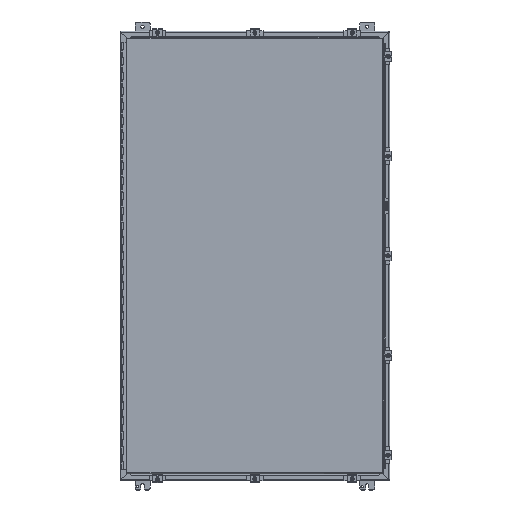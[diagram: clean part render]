
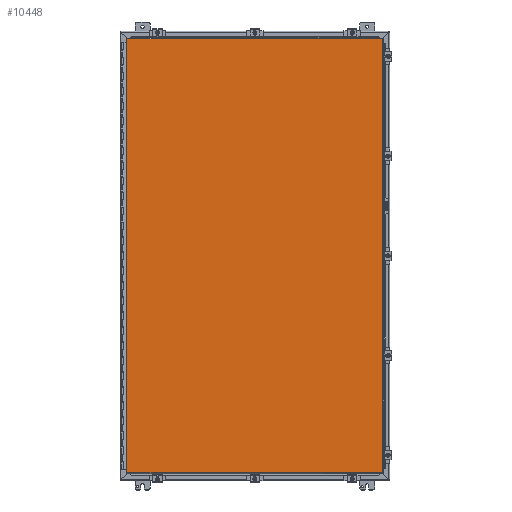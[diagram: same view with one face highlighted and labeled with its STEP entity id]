
A CAD part, top view. The second image highlights one B-rep face of the part: STEP entity #10448.
In plain terms, the highlighted face is planar.
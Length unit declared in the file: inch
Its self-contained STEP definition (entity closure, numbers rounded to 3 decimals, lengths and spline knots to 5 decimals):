
#2425 = CARTESIAN_POINT ( 'NONE',  ( 17.08225, 28.9885, 0. ) ) ;
#2809 = DIRECTION ( 'NONE',  ( 0., -1., 0. ) ) ;
#4948 = LINE ( 'NONE', #22494, #32009 ) ;
#5760 = VECTOR ( 'NONE', #2809, 39.37008 ) ;
#6427 = FACE_OUTER_BOUND ( 'NONE', #27991, .T. ) ;
#6817 = LINE ( 'NONE', #43055, #45120 ) ;
#6942 = VERTEX_POINT ( 'NONE', #23995 ) ;
#7249 = EDGE_CURVE ( 'NONE', #26352, #28169, #41182, .T. ) ;
#9956 = ORIENTED_EDGE ( 'NONE', *, *, #26897, .T. ) ;
#10247 = CARTESIAN_POINT ( 'NONE',  ( -17.08225, 28.9885, 0. ) ) ;
#10448 = ADVANCED_FACE ( 'NONE', ( #6427 ), #35448, .F. ) ;
#10456 = AXIS2_PLACEMENT_3D ( 'NONE', #34803, #34775, #34716 ) ;
#12269 = ORIENTED_EDGE ( 'NONE', *, *, #25051, .T. ) ;
#15682 = LINE ( 'NONE', #2425, #5760 ) ;
#16082 = CARTESIAN_POINT ( 'NONE',  ( -17.08225, 28.9885, 0. ) ) ;
#16155 = DIRECTION ( 'NONE',  ( 1., 0., 0. ) ) ;
#17087 = VERTEX_POINT ( 'NONE', #27376 ) ;
#22494 = CARTESIAN_POINT ( 'NONE',  ( -17.08225, -28.9885, 0. ) ) ;
#22977 = CARTESIAN_POINT ( 'NONE',  ( 17.08225, 28.9885, 0. ) ) ;
#23995 = CARTESIAN_POINT ( 'NONE',  ( -17.08225, -28.9885, 0. ) ) ;
#25051 = EDGE_CURVE ( 'NONE', #17087, #6942, #6817, .T. ) ;
#26352 = VERTEX_POINT ( 'NONE', #10247 ) ;
#26623 = EDGE_CURVE ( 'NONE', #6942, #26352, #4948, .T. ) ;
#26897 = EDGE_CURVE ( 'NONE', #28169, #17087, #15682, .T. ) ;
#27376 = CARTESIAN_POINT ( 'NONE',  ( 17.08225, -28.9885, 0. ) ) ;
#27732 = VECTOR ( 'NONE', #16155, 39.37008 ) ;
#27763 = DIRECTION ( 'NONE',  ( -1., 0., 0. ) ) ;
#27991 = EDGE_LOOP ( 'NONE', ( #44191, #42741, #9956, #12269 ) ) ;
#28169 = VERTEX_POINT ( 'NONE', #22977 ) ;
#32009 = VECTOR ( 'NONE', #32156, 39.37008 ) ;
#32156 = DIRECTION ( 'NONE',  ( 0., 1., 0. ) ) ;
#34716 = DIRECTION ( 'NONE',  ( 1., 0., 0. ) ) ;
#34775 = DIRECTION ( 'NONE',  ( 0., 0., 1. ) ) ;
#34803 = CARTESIAN_POINT ( 'NONE',  ( 0., 0., 0. ) ) ;
#35448 = PLANE ( 'NONE',  #10456 ) ;
#41182 = LINE ( 'NONE', #16082, #27732 ) ;
#42741 = ORIENTED_EDGE ( 'NONE', *, *, #7249, .T. ) ;
#43055 = CARTESIAN_POINT ( 'NONE',  ( 17.08225, -28.9885, 0. ) ) ;
#44191 = ORIENTED_EDGE ( 'NONE', *, *, #26623, .T. ) ;
#45120 = VECTOR ( 'NONE', #27763, 39.37008 ) ;
